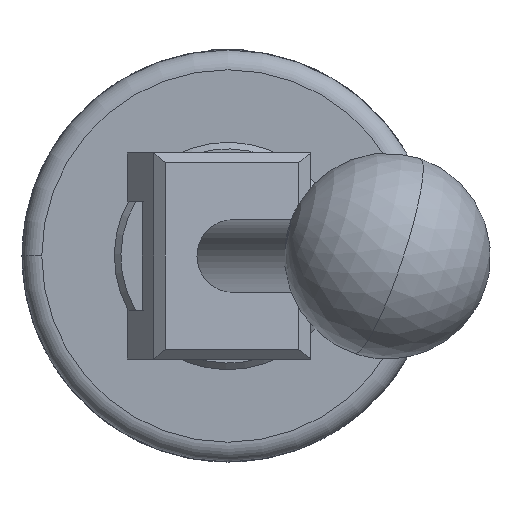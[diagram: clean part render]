
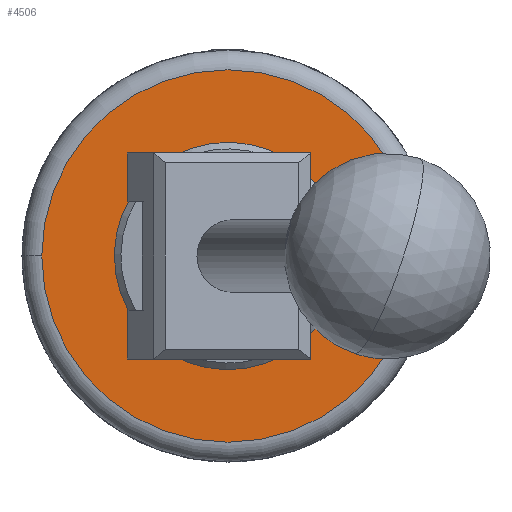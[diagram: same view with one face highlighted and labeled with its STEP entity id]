
A CAD part, front view. The second image highlights one B-rep face of the part: STEP entity #4506.
In plain terms, the highlighted planar face has unit normal (0, -1, 0).
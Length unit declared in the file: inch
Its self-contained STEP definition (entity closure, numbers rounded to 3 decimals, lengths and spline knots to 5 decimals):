
#114 = AXIS2_PLACEMENT_3D ( 'NONE', #13198, #11072, #13263 ) ;
#607 = CARTESIAN_POINT ( 'NONE',  ( 0., 0., 0. ) ) ;
#856 = AXIS2_PLACEMENT_3D ( 'NONE', #3303, #3515, #1217 ) ;
#1217 = DIRECTION ( 'NONE',  ( 1., 0., 0. ) ) ;
#1700 = DIRECTION ( 'NONE',  ( 0., -1., 0. ) ) ;
#1750 = EDGE_CURVE ( 'NONE', #7097, #4321, #9613, .T. ) ;
#1944 = CIRCLE ( 'NONE', #3803, 0.348 ) ;
#2331 = EDGE_CURVE ( 'NONE', #12601, #4075, #13328, .T. ) ;
#3292 = ORIENTED_EDGE ( 'NONE', *, *, #1750, .T. ) ;
#3303 = CARTESIAN_POINT ( 'NONE',  ( 0., 0., 0. ) ) ;
#3515 = DIRECTION ( 'NONE',  ( 0., -1., 0. ) ) ;
#3770 = EDGE_LOOP ( 'NONE', ( #9517, #7175 ) ) ;
#3803 = AXIS2_PLACEMENT_3D ( 'NONE', #3874, #8273, #11610 ) ;
#3874 = CARTESIAN_POINT ( 'NONE',  ( 0., 0., 0. ) ) ;
#4075 = VERTEX_POINT ( 'NONE', #13866 ) ;
#4321 = VERTEX_POINT ( 'NONE', #9430 ) ;
#4506 = ADVANCED_FACE ( 'NONE', ( #11668, #8404 ), #4824, .T. ) ;
#4807 = CARTESIAN_POINT ( 'NONE',  ( -1.13, 0., 0. ) ) ;
#4824 = PLANE ( 'NONE',  #5328 ) ;
#5328 = AXIS2_PLACEMENT_3D ( 'NONE', #11609, #1700, #10533 ) ;
#5592 = EDGE_CURVE ( 'NONE', #4321, #7097, #14152, .T. ) ;
#6311 = ORIENTED_EDGE ( 'NONE', *, *, #5592, .T. ) ;
#7097 = VERTEX_POINT ( 'NONE', #4807 ) ;
#7175 = ORIENTED_EDGE ( 'NONE', *, *, #12795, .F. ) ;
#8229 = EDGE_LOOP ( 'NONE', ( #6311, #3292 ) ) ;
#8273 = DIRECTION ( 'NONE',  ( 0., -1., 0. ) ) ;
#8341 = AXIS2_PLACEMENT_3D ( 'NONE', #607, #8883, #11268 ) ;
#8404 = FACE_BOUND ( 'NONE', #3770, .T. ) ;
#8883 = DIRECTION ( 'NONE',  ( 0., -1., 0. ) ) ;
#9430 = CARTESIAN_POINT ( 'NONE',  ( 1.13, 0., 0. ) ) ;
#9517 = ORIENTED_EDGE ( 'NONE', *, *, #2331, .F. ) ;
#9613 = CIRCLE ( 'NONE', #114, 1.13 ) ;
#10533 = DIRECTION ( 'NONE',  ( 1., 0., 0. ) ) ;
#11072 = DIRECTION ( 'NONE',  ( 0., -1., 0. ) ) ;
#11268 = DIRECTION ( 'NONE',  ( 1., 0., 0. ) ) ;
#11609 = CARTESIAN_POINT ( 'NONE',  ( 0., 0., -0.348 ) ) ;
#11610 = DIRECTION ( 'NONE',  ( 1., 0., 0. ) ) ;
#11668 = FACE_OUTER_BOUND ( 'NONE', #8229, .T. ) ;
#11907 = CARTESIAN_POINT ( 'NONE',  ( 0.348, 0., 0. ) ) ;
#12601 = VERTEX_POINT ( 'NONE', #11907 ) ;
#12795 = EDGE_CURVE ( 'NONE', #4075, #12601, #1944, .T. ) ;
#13198 = CARTESIAN_POINT ( 'NONE',  ( 0., 0., 0. ) ) ;
#13263 = DIRECTION ( 'NONE',  ( 1., 0., 0. ) ) ;
#13328 = CIRCLE ( 'NONE', #856, 0.348 ) ;
#13866 = CARTESIAN_POINT ( 'NONE',  ( -0.348, 0., 0. ) ) ;
#14152 = CIRCLE ( 'NONE', #8341, 1.13 ) ;
